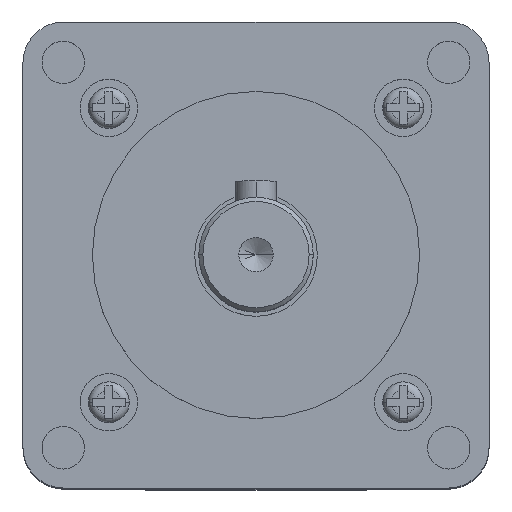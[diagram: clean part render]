
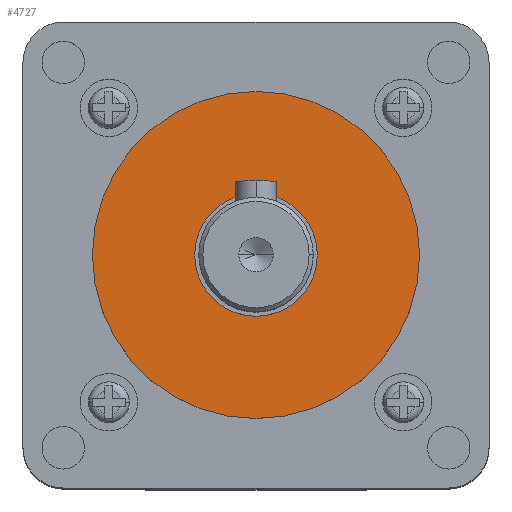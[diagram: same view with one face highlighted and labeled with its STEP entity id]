
A CAD part, top view. The second image highlights one B-rep face of the part: STEP entity #4727.
In plain terms, the highlighted planar face has unit normal (0, 0, 1).
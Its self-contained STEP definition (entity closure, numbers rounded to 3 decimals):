
#8 = CARTESIAN_POINT ( 'NONE',  ( 44.22, -16.26, 138. ) ) ;
#18 = ORIENTED_EDGE ( 'NONE', *, *, #4519, .F. ) ;
#191 = CARTESIAN_POINT ( 'NONE',  ( 44.22, -16.26, 138. ) ) ;
#243 = CIRCLE ( 'NONE', #344, 7.5 ) ;
#344 = AXIS2_PLACEMENT_3D ( 'NONE', #4491, #1940, #4912 ) ;
#412 = EDGE_CURVE ( 'NONE', #5109, #857, #2461, .T. ) ;
#426 = FACE_OUTER_BOUND ( 'NONE', #2156, .T. ) ;
#427 = DIRECTION ( 'NONE',  ( 1., 0., 0. ) ) ;
#567 = AXIS2_PLACEMENT_3D ( 'NONE', #4407, #1275, #839 ) ;
#633 = DIRECTION ( 'NONE',  ( 1., 0., 0. ) ) ;
#839 = DIRECTION ( 'NONE',  ( 1., 0., 0. ) ) ;
#857 = VERTEX_POINT ( 'NONE', #4758 ) ;
#949 = VERTEX_POINT ( 'NONE', #3734 ) ;
#1221 = EDGE_LOOP ( 'NONE', ( #18, #5402 ) ) ;
#1275 = DIRECTION ( 'NONE',  ( 0., 0., 1. ) ) ;
#1283 = AXIS2_PLACEMENT_3D ( 'NONE', #191, #3177, #633 ) ;
#1457 = ORIENTED_EDGE ( 'NONE', *, *, #2604, .T. ) ;
#1602 = AXIS2_PLACEMENT_3D ( 'NONE', #8, #2988, #427 ) ;
#1627 = DIRECTION ( 'NONE',  ( 1., 0., 0. ) ) ;
#1777 = EDGE_CURVE ( 'NONE', #2291, #949, #4267, .T. ) ;
#1869 = ORIENTED_EDGE ( 'NONE', *, *, #412, .T. ) ;
#1940 = DIRECTION ( 'NONE',  ( 0., 0., 1. ) ) ;
#2156 = EDGE_LOOP ( 'NONE', ( #1457, #1869 ) ) ;
#2291 = VERTEX_POINT ( 'NONE', #3800 ) ;
#2455 = PLANE ( 'NONE',  #4651 ) ;
#2461 = CIRCLE ( 'NONE', #567, 20. ) ;
#2566 = FACE_BOUND ( 'NONE', #1221, .T. ) ;
#2604 = EDGE_CURVE ( 'NONE', #857, #5109, #5107, .T. ) ;
#2988 = DIRECTION ( 'NONE',  ( 0., 0., 1. ) ) ;
#3177 = DIRECTION ( 'NONE',  ( 0., 0., 1. ) ) ;
#3183 = CARTESIAN_POINT ( 'NONE',  ( 64.22, -16.26, 138. ) ) ;
#3734 = CARTESIAN_POINT ( 'NONE',  ( 36.72, -16.26, 138. ) ) ;
#3800 = CARTESIAN_POINT ( 'NONE',  ( 51.72, -16.26, 138. ) ) ;
#4170 = DIRECTION ( 'NONE',  ( 0., 0., 1. ) ) ;
#4267 = CIRCLE ( 'NONE', #1602, 7.5 ) ;
#4407 = CARTESIAN_POINT ( 'NONE',  ( 44.22, -16.26, 138. ) ) ;
#4491 = CARTESIAN_POINT ( 'NONE',  ( 44.22, -16.26, 138. ) ) ;
#4519 = EDGE_CURVE ( 'NONE', #949, #2291, #243, .T. ) ;
#4651 = AXIS2_PLACEMENT_3D ( 'NONE', #5428, #4170, #1627 ) ;
#4727 = ADVANCED_FACE ( 'NONE', ( #2566, #426 ), #2455, .T. ) ;
#4758 = CARTESIAN_POINT ( 'NONE',  ( 24.22, -16.26, 138. ) ) ;
#4912 = DIRECTION ( 'NONE',  ( 1., 0., 0. ) ) ;
#5107 = CIRCLE ( 'NONE', #1283, 20. ) ;
#5109 = VERTEX_POINT ( 'NONE', #3183 ) ;
#5402 = ORIENTED_EDGE ( 'NONE', *, *, #1777, .F. ) ;
#5428 = CARTESIAN_POINT ( 'NONE',  ( 44.22, -16.26, 138. ) ) ;
